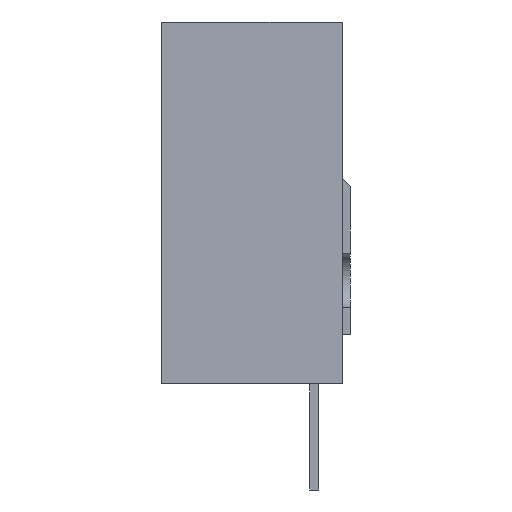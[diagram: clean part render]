
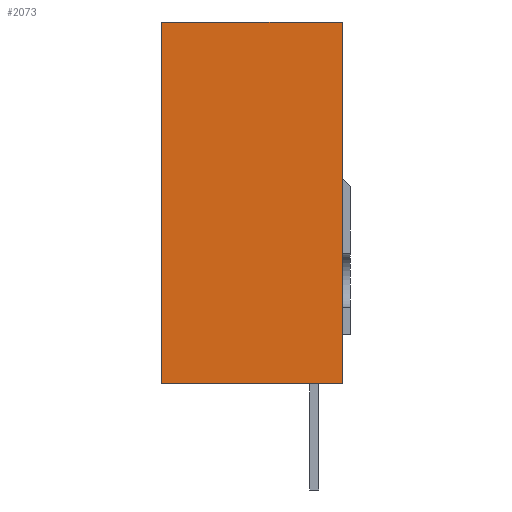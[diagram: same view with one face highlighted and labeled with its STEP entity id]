
A CAD part, left-side view. The second image highlights one B-rep face of the part: STEP entity #2073.
In plain terms, the highlighted planar face has unit normal (-1, 0, 0).
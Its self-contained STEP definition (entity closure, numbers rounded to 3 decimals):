
#114=PLANE('',#2201);
#216=FACE_OUTER_BOUND('',#323,.T.);
#323=EDGE_LOOP('',(#1542,#1543,#1544,#1545));
#468=LINE('',#2940,#741);
#469=LINE('',#2943,#742);
#470=LINE('',#2945,#743);
#471=LINE('',#2946,#744);
#741=VECTOR('',#2397,10.);
#742=VECTOR('',#2400,10.);
#743=VECTOR('',#2401,10.);
#744=VECTOR('',#2402,10.);
#1023=VERTEX_POINT('',#2936);
#1024=VERTEX_POINT('',#2938);
#1025=VERTEX_POINT('',#2942);
#1026=VERTEX_POINT('',#2944);
#1232=EDGE_CURVE('',#1023,#1024,#468,.T.);
#1233=EDGE_CURVE('',#1025,#1023,#469,.T.);
#1234=EDGE_CURVE('',#1026,#1024,#470,.T.);
#1235=EDGE_CURVE('',#1025,#1026,#471,.T.);
#1542=ORIENTED_EDGE('',*,*,#1233,.T.);
#1543=ORIENTED_EDGE('',*,*,#1232,.T.);
#1544=ORIENTED_EDGE('',*,*,#1234,.F.);
#1545=ORIENTED_EDGE('',*,*,#1235,.F.);
#2073=ADVANCED_FACE('',(#216),#114,.T.);
#2201=AXIS2_PLACEMENT_3D('',#2941,#2398,#2399);
#2397=DIRECTION('',(0.,0.,1.));
#2398=DIRECTION('center_axis',(-1.,0.,0.));
#2399=DIRECTION('ref_axis',(0.,-1.,0.));
#2400=DIRECTION('',(0.,-1.,0.));
#2401=DIRECTION('',(0.,-1.,0.));
#2402=DIRECTION('',(0.,0.,1.));
#2936=CARTESIAN_POINT('',(-7.5,-5.,0.));
#2938=CARTESIAN_POINT('',(-7.5,-5.,20.));
#2940=CARTESIAN_POINT('',(-7.5,-5.,0.));
#2941=CARTESIAN_POINT('Origin',(-7.5,5.,0.));
#2942=CARTESIAN_POINT('',(-7.5,5.,0.));
#2943=CARTESIAN_POINT('',(-7.5,5.,0.));
#2944=CARTESIAN_POINT('',(-7.5,5.,20.));
#2945=CARTESIAN_POINT('',(-7.5,5.,20.));
#2946=CARTESIAN_POINT('',(-7.5,5.,0.));
